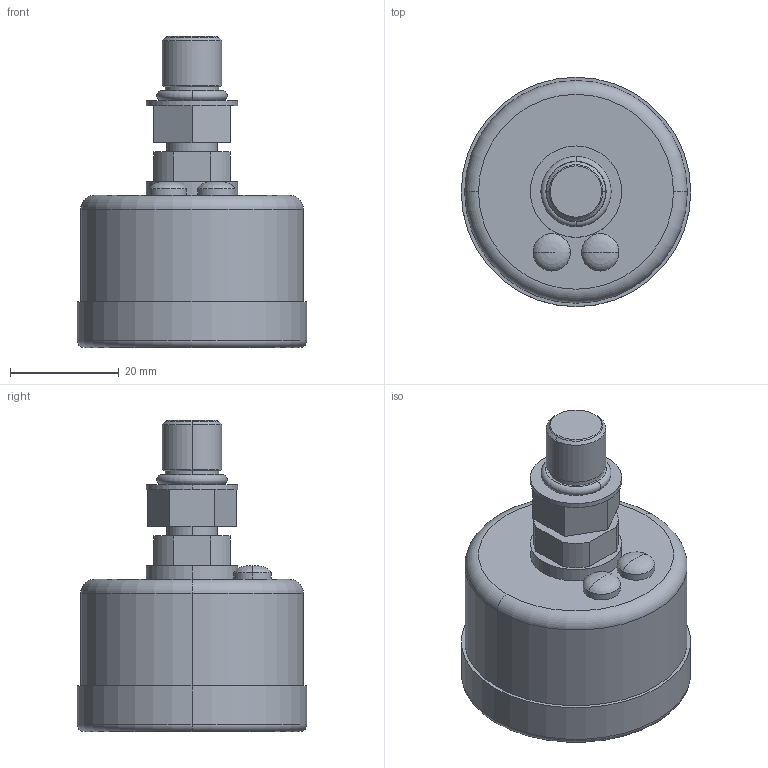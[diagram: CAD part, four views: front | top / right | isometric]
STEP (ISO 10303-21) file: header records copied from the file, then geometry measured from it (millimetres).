
FILE_DESCRIPTION((''),'2;1');
FILE_NAME('ILC72122139','2013-07-19T',('avl'),(''),'PRO/ENGINEER BY PARAMETRIC TECHNOLOGY CORPORATION, 2007460','PRO/ENGINEER BY PARAMETRIC TECHNOLOGY CORPORATION, 2007460','');
FILE_SCHEMA(('AUTOMOTIVE_DESIGN_CC2 { 1 2 10303 214 -1 1 5 2 }'));
Length unit declared in the file: inch
Products named in the file (1): ILC72122139
Bounding box: 42.16 x 42.16 x 57.15 mm (x, y, z)
Volume: 38552.6 mm3; surface area: 8730.6 mm2
Topology: 2 solids, 3 shells, 64 faces, 144 edges, 88 vertices
Faces by surface type: cylinder 26, plane 20, torus 10, revolution 4, cone 4
Entity records: 2379 total; most frequent: DIRECTION 338, CARTESIAN_POINT 335, ORIENTED_EDGE 276, PRESENTATION_STYLE_ASSIGNMENT 143, STYLED_ITEM 143, CURVE_STYLE 140, EDGE_CURVE 140, AXIS2_PLACEMENT_3D 137
